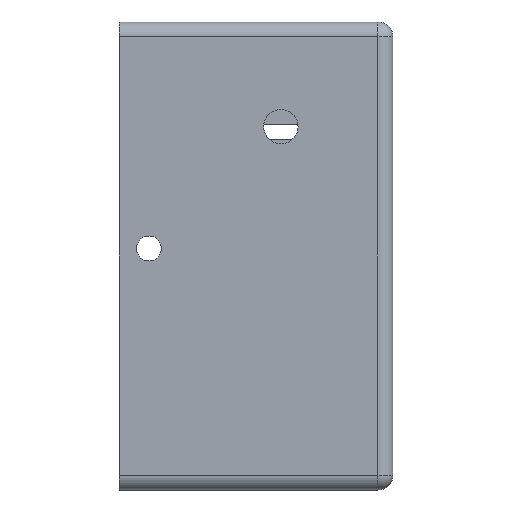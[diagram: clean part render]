
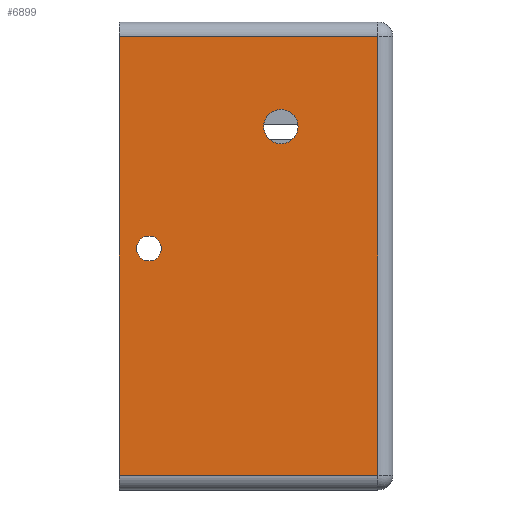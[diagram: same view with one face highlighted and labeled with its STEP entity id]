
A CAD part, left-side view. The second image highlights one B-rep face of the part: STEP entity #6899.
In plain terms, the highlighted planar face has unit normal (-1, 0, 0).
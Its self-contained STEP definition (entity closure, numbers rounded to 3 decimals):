
#30 = CIRCLE ( 'NONE', #252, 3.45 ) ;
#67 = VECTOR ( 'NONE', #6928, 1000. ) ;
#79 = EDGE_CURVE ( 'NONE', #2689, #533, #1473, .T. ) ;
#223 = EDGE_CURVE ( 'NONE', #2689, #1184, #1064, .T. ) ;
#252 = AXIS2_PLACEMENT_3D ( 'NONE', #6847, #1359, #350 ) ;
#350 = DIRECTION ( 'NONE',  ( 0., 0., -1. ) ) ;
#454 = FACE_OUTER_BOUND ( 'NONE', #2204, .T. ) ;
#485 = DIRECTION ( 'NONE',  ( 0., 0., -1. ) ) ;
#533 = VERTEX_POINT ( 'NONE', #2244 ) ;
#698 = ORIENTED_EDGE ( 'NONE', *, *, #3145, .T. ) ;
#712 = ORIENTED_EDGE ( 'NONE', *, *, #5209, .T. ) ;
#980 = FACE_BOUND ( 'NONE', #2077, .T. ) ;
#1050 = CIRCLE ( 'NONE', #3709, 3.45 ) ;
#1064 = LINE ( 'NONE', #3221, #6526 ) ;
#1080 = CARTESIAN_POINT ( 'NONE',  ( -50., 49., 1.5 ) ) ;
#1093 = CIRCLE ( 'NONE', #5712, 2.5 ) ;
#1184 = VERTEX_POINT ( 'NONE', #4624 ) ;
#1224 = AXIS2_PLACEMENT_3D ( 'NONE', #5428, #5462, #485 ) ;
#1359 = DIRECTION ( 'NONE',  ( 1., 0., 0. ) ) ;
#1473 = LINE ( 'NONE', #4202, #67 ) ;
#1507 = DIRECTION ( 'NONE',  ( 1., 0., 0. ) ) ;
#1627 = CIRCLE ( 'NONE', #2428, 2.5 ) ;
#1690 = ORIENTED_EDGE ( 'NONE', *, *, #2425, .T. ) ;
#2077 = EDGE_LOOP ( 'NONE', ( #1690, #6776 ) ) ;
#2114 = DIRECTION ( 'NONE',  ( 0., 0., -1. ) ) ;
#2159 = CARTESIAN_POINT ( 'NONE',  ( -50., 49., -1. ) ) ;
#2204 = EDGE_LOOP ( 'NONE', ( #698, #4724, #3634, #5065 ) ) ;
#2244 = CARTESIAN_POINT ( 'NONE',  ( -50., 55., 44. ) ) ;
#2354 = EDGE_CURVE ( 'NONE', #2904, #533, #6013, .T. ) ;
#2425 = EDGE_CURVE ( 'NONE', #4824, #3477, #1093, .T. ) ;
#2428 = AXIS2_PLACEMENT_3D ( 'NONE', #3268, #3792, #6003 ) ;
#2468 = DIRECTION ( 'NONE',  ( 0., 0., -1. ) ) ;
#2502 = VERTEX_POINT ( 'NONE', #4159 ) ;
#2686 = FACE_BOUND ( 'NONE', #5205, .T. ) ;
#2689 = VERTEX_POINT ( 'NONE', #6280 ) ;
#2800 = ORIENTED_EDGE ( 'NONE', *, *, #5338, .T. ) ;
#2904 = VERTEX_POINT ( 'NONE', #5109 ) ;
#3120 = CARTESIAN_POINT ( 'NONE',  ( -50., 49., 4. ) ) ;
#3145 = EDGE_CURVE ( 'NONE', #1184, #2904, #5859, .T. ) ;
#3166 = VECTOR ( 'NONE', #4512, 1000. ) ;
#3180 = CARTESIAN_POINT ( 'NONE',  ( -50., 22.5, 26. ) ) ;
#3184 = DIRECTION ( 'NONE',  ( 0., -1., 0. ) ) ;
#3221 = CARTESIAN_POINT ( 'NONE',  ( -50., 55., -44. ) ) ;
#3268 = CARTESIAN_POINT ( 'NONE',  ( -50., 49., 1.5 ) ) ;
#3477 = VERTEX_POINT ( 'NONE', #3120 ) ;
#3634 = ORIENTED_EDGE ( 'NONE', *, *, #79, .F. ) ;
#3709 = AXIS2_PLACEMENT_3D ( 'NONE', #3180, #1507, #2114 ) ;
#3792 = DIRECTION ( 'NONE',  ( 1., 0., 0. ) ) ;
#4109 = CARTESIAN_POINT ( 'NONE',  ( -50., 3., 47. ) ) ;
#4159 = CARTESIAN_POINT ( 'NONE',  ( -50., 22.5, 22.55 ) ) ;
#4202 = CARTESIAN_POINT ( 'NONE',  ( -50., 55., 47. ) ) ;
#4512 = DIRECTION ( 'NONE',  ( 0., 1., 0. ) ) ;
#4545 = EDGE_CURVE ( 'NONE', #3477, #4824, #1627, .T. ) ;
#4624 = CARTESIAN_POINT ( 'NONE',  ( -50., 3., -44. ) ) ;
#4724 = ORIENTED_EDGE ( 'NONE', *, *, #2354, .T. ) ;
#4824 = VERTEX_POINT ( 'NONE', #2159 ) ;
#5065 = ORIENTED_EDGE ( 'NONE', *, *, #223, .T. ) ;
#5109 = CARTESIAN_POINT ( 'NONE',  ( -50., 3., 44. ) ) ;
#5205 = EDGE_LOOP ( 'NONE', ( #2800, #712 ) ) ;
#5209 = EDGE_CURVE ( 'NONE', #6470, #2502, #30, .T. ) ;
#5338 = EDGE_CURVE ( 'NONE', #2502, #6470, #1050, .T. ) ;
#5340 = DIRECTION ( 'NONE',  ( 0., 0., 1. ) ) ;
#5428 = CARTESIAN_POINT ( 'NONE',  ( -50., 55., 47. ) ) ;
#5462 = DIRECTION ( 'NONE',  ( 1., 0., 0. ) ) ;
#5712 = AXIS2_PLACEMENT_3D ( 'NONE', #1080, #6533, #2468 ) ;
#5859 = LINE ( 'NONE', #4109, #6836 ) ;
#6003 = DIRECTION ( 'NONE',  ( 0., 0., -1. ) ) ;
#6013 = LINE ( 'NONE', #6050, #3166 ) ;
#6050 = CARTESIAN_POINT ( 'NONE',  ( -50., 55., 44. ) ) ;
#6280 = CARTESIAN_POINT ( 'NONE',  ( -50., 55., -44. ) ) ;
#6470 = VERTEX_POINT ( 'NONE', #6987 ) ;
#6526 = VECTOR ( 'NONE', #3184, 1000. ) ;
#6533 = DIRECTION ( 'NONE',  ( 1., 0., 0. ) ) ;
#6776 = ORIENTED_EDGE ( 'NONE', *, *, #4545, .T. ) ;
#6836 = VECTOR ( 'NONE', #5340, 1000. ) ;
#6847 = CARTESIAN_POINT ( 'NONE',  ( -50., 22.5, 26. ) ) ;
#6899 = ADVANCED_FACE ( 'NONE', ( #2686, #980, #454 ), #7059, .F. ) ;
#6928 = DIRECTION ( 'NONE',  ( 0., 0., 1. ) ) ;
#6987 = CARTESIAN_POINT ( 'NONE',  ( -50., 22.5, 29.45 ) ) ;
#7059 = PLANE ( 'NONE',  #1224 ) ;
